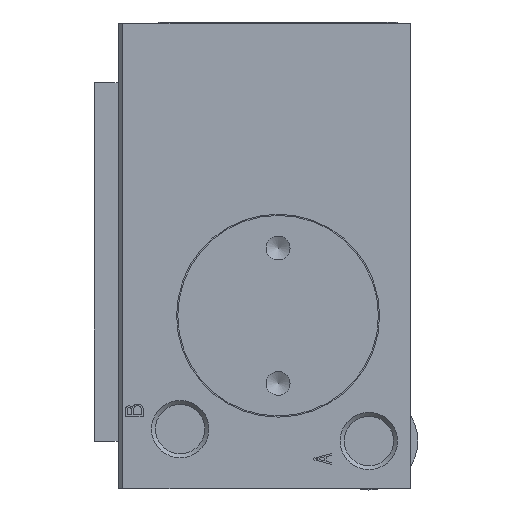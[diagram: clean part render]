
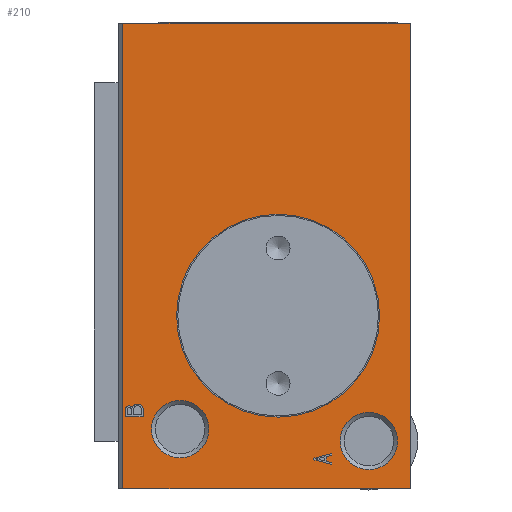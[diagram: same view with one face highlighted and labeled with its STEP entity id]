
A CAD part, left-side view. The second image highlights one B-rep face of the part: STEP entity #210.
In plain terms, the highlighted face is planar.
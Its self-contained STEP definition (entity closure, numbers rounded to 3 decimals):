
#210 = ADVANCED_FACE( '', ( #374, #375, #376, #377, #378, #379 ), #380, .F. );
#374 = FACE_BOUND( '', #779, .T. );
#375 = FACE_BOUND( '', #780, .T. );
#376 = FACE_BOUND( '', #781, .T. );
#377 = FACE_OUTER_BOUND( '', #782, .T. );
#378 = FACE_BOUND( '', #783, .T. );
#379 = FACE_BOUND( '', #784, .T. );
#380 = PLANE( '', #785 );
#779 = EDGE_LOOP( '', ( #1213, #1214, #1215, #1216, #1217 ) );
#780 = EDGE_LOOP( '', ( #1218 ) );
#781 = EDGE_LOOP( '', ( #1219 ) );
#782 = EDGE_LOOP( '', ( #1220, #1221, #1222, #1223 ) );
#783 = EDGE_LOOP( '', ( #1224 ) );
#784 = EDGE_LOOP( '', ( #1225, #1226, #1227, #1228, #1229, #1230, #1231, #1232 ) );
#785 = AXIS2_PLACEMENT_3D( '', #1233, #1234, #1235 );
#1213 = ORIENTED_EDGE( '', *, *, #2290, .F. );
#1214 = ORIENTED_EDGE( '', *, *, #2291, .F. );
#1215 = ORIENTED_EDGE( '', *, *, #2292, .F. );
#1216 = ORIENTED_EDGE( '', *, *, #2293, .F. );
#1217 = ORIENTED_EDGE( '', *, *, #2294, .F. );
#1218 = ORIENTED_EDGE( '', *, *, #2295, .T. );
#1219 = ORIENTED_EDGE( '', *, *, #2296, .F. );
#1220 = ORIENTED_EDGE( '', *, *, #2297, .T. );
#1221 = ORIENTED_EDGE( '', *, *, #2298, .F. );
#1222 = ORIENTED_EDGE( '', *, *, #2299, .F. );
#1223 = ORIENTED_EDGE( '', *, *, #2300, .T. );
#1224 = ORIENTED_EDGE( '', *, *, #2301, .F. );
#1225 = ORIENTED_EDGE( '', *, *, #2302, .T. );
#1226 = ORIENTED_EDGE( '', *, *, #2303, .T. );
#1227 = ORIENTED_EDGE( '', *, *, #2304, .T. );
#1228 = ORIENTED_EDGE( '', *, *, #2305, .T. );
#1229 = ORIENTED_EDGE( '', *, *, #2306, .T. );
#1230 = ORIENTED_EDGE( '', *, *, #2307, .T. );
#1231 = ORIENTED_EDGE( '', *, *, #2308, .T. );
#1232 = ORIENTED_EDGE( '', *, *, #2309, .T. );
#1233 = CARTESIAN_POINT( '', ( 19.5, 3.5, -33. ) );
#1234 = DIRECTION( '', ( 0., 0., 1. ) );
#1235 = DIRECTION( '', ( 1., 0., 0. ) );
#2290 = EDGE_CURVE( '', #2621, #2622, #2623, .T. );
#2291 = EDGE_CURVE( '', #2624, #2621, #2625, .T. );
#2292 = EDGE_CURVE( '', #2626, #2624, #2627, .T. );
#2293 = EDGE_CURVE( '', #2628, #2626, #2629, .T. );
#2294 = EDGE_CURVE( '', #2622, #2628, #2630, .T. );
#2295 = EDGE_CURVE( '', #2631, #2631, #2632, .T. );
#2296 = EDGE_CURVE( '', #2633, #2633, #2634, .F. );
#2297 = EDGE_CURVE( '', #2635, #2636, #2637, .T. );
#2298 = EDGE_CURVE( '', #2638, #2636, #2639, .T. );
#2299 = EDGE_CURVE( '', #2640, #2638, #2641, .T. );
#2300 = EDGE_CURVE( '', #2640, #2635, #2642, .T. );
#2301 = EDGE_CURVE( '', #2643, #2643, #2644, .F. );
#2302 = EDGE_CURVE( '', #2645, #2646, #2647, .T. );
#2303 = EDGE_CURVE( '', #2646, #2648, #2649, .T. );
#2304 = EDGE_CURVE( '', #2648, #2650, #2651, .T. );
#2305 = EDGE_CURVE( '', #2650, #2652, #2653, .T. );
#2306 = EDGE_CURVE( '', #2652, #2654, #2655, .T. );
#2307 = EDGE_CURVE( '', #2654, #2656, #2657, .T. );
#2308 = EDGE_CURVE( '', #2656, #2658, #2659, .T. );
#2309 = EDGE_CURVE( '', #2658, #2645, #2660, .T. );
#2621 = VERTEX_POINT( '', #3210 );
#2622 = VERTEX_POINT( '', #3211 );
#2623 = LINE( '', #3212, #3213 );
#2624 = VERTEX_POINT( '', #3214 );
#2625 = LINE( '', #3215, #3216 );
#2626 = VERTEX_POINT( '', #3217 );
#2627 = CIRCLE( '', #3218, 0.326 );
#2628 = VERTEX_POINT( '', #3219 );
#2629 = CIRCLE( '', #3220, 0.465 );
#2630 = LINE( '', #3221, #3222 );
#2631 = VERTEX_POINT( '', #3223 );
#2632 = CIRCLE( '', #3224, 8.5 );
#2633 = VERTEX_POINT( '', #3225 );
#2634 = CIRCLE( '', #3226, 2.4 );
#2635 = VERTEX_POINT( '', #3227 );
#2636 = VERTEX_POINT( '', #3228 );
#2637 = LINE( '', #3229, #3230 );
#2638 = VERTEX_POINT( '', #3231 );
#2639 = LINE( '', #3232, #3233 );
#2640 = VERTEX_POINT( '', #3234 );
#2641 = LINE( '', #3235, #3236 );
#2642 = LINE( '', #3237, #3238 );
#2643 = VERTEX_POINT( '', #3239 );
#2644 = CIRCLE( '', #3240, 2.4 );
#2645 = VERTEX_POINT( '', #3241 );
#2646 = VERTEX_POINT( '', #3242 );
#2647 = LINE( '', #3243, #3244 );
#2648 = VERTEX_POINT( '', #3245 );
#2649 = LINE( '', #3246, #3247 );
#2650 = VERTEX_POINT( '', #3248 );
#2651 = LINE( '', #3249, #3250 );
#2652 = VERTEX_POINT( '', #3251 );
#2653 = LINE( '', #3252, #3253 );
#2654 = VERTEX_POINT( '', #3254 );
#2655 = LINE( '', #3255, #3256 );
#2656 = VERTEX_POINT( '', #3257 );
#2657 = LINE( '', #3258, #3259 );
#2658 = VERTEX_POINT( '', #3260 );
#2659 = LINE( '', #3261, #3262 );
#2660 = LINE( '', #3263, #3264 );
#3210 = CARTESIAN_POINT( '', ( 13.45, 27.4, -33. ) );
#3211 = CARTESIAN_POINT( '', ( 13.45, 25.9, -33. ) );
#3212 = CARTESIAN_POINT( '', ( 13.45, 27.4, -33. ) );
#3213 = VECTOR( '', #3941, 1000. );
#3214 = CARTESIAN_POINT( '', ( 12.85, 27.4, -33. ) );
#3215 = CARTESIAN_POINT( '', ( 12.85, 27.4, -33. ) );
#3216 = VECTOR( '', #3942, 1000. );
#3217 = CARTESIAN_POINT( '', ( 12.7, 26.8, -33. ) );
#3218 = AXIS2_PLACEMENT_3D( '', #3943, #3944, #3945 );
#3219 = CARTESIAN_POINT( '', ( 12.85, 25.9, -33. ) );
#3220 = AXIS2_PLACEMENT_3D( '', #3946, #3947, #3948 );
#3221 = CARTESIAN_POINT( '', ( 13.45, 25.9, -33. ) );
#3222 = VECTOR( '', #3949, 1000. );
#3223 = CARTESIAN_POINT( '', ( 13.5, 14.6, -33. ) );
#3224 = AXIS2_PLACEMENT_3D( '', #3950, #3951, #3952 );
#3225 = CARTESIAN_POINT( '', ( 16.9, 22.8, -33. ) );
#3226 = AXIS2_PLACEMENT_3D( '', #3953, #3954, #3955 );
#3227 = CARTESIAN_POINT( '', ( -19.5, 3.5, -33. ) );
#3228 = CARTESIAN_POINT( '', ( -19.5, 27.6, -33. ) );
#3229 = CARTESIAN_POINT( '', ( -19.5, 3.5, -33. ) );
#3230 = VECTOR( '', #3956, 1000. );
#3231 = CARTESIAN_POINT( '', ( 19.5, 27.6, -33. ) );
#3232 = CARTESIAN_POINT( '', ( 19.5, 27.6, -33. ) );
#3233 = VECTOR( '', #3957, 1000. );
#3234 = CARTESIAN_POINT( '', ( 19.5, 3.5, -33. ) );
#3235 = CARTESIAN_POINT( '', ( 19.5, 3.5, -33. ) );
#3236 = VECTOR( '', #3958, 1000. );
#3237 = CARTESIAN_POINT( '', ( 19.5, 3.5, -33. ) );
#3238 = VECTOR( '', #3959, 1000. );
#3239 = CARTESIAN_POINT( '', ( 17.9, 7., -33. ) );
#3240 = AXIS2_PLACEMENT_3D( '', #3960, #3961, #3962 );
#3241 = CARTESIAN_POINT( '', ( 16.925, 11.6, -33. ) );
#3242 = CARTESIAN_POINT( '', ( 16.55, 10.1, -33. ) );
#3243 = CARTESIAN_POINT( '', ( 16.925, 11.6, -33. ) );
#3244 = VECTOR( '', #3963, 1000. );
#3245 = CARTESIAN_POINT( '', ( 16.7, 10.1, -33. ) );
#3246 = CARTESIAN_POINT( '', ( 16.55, 10.1, -33. ) );
#3247 = VECTOR( '', #3964, 1000. );
#3248 = CARTESIAN_POINT( '', ( 16.8, 10.55, -33. ) );
#3249 = CARTESIAN_POINT( '', ( 16.7, 10.1, -33. ) );
#3250 = VECTOR( '', #3965, 1000. );
#3251 = CARTESIAN_POINT( '', ( 17.2, 10.55, -33. ) );
#3252 = CARTESIAN_POINT( '', ( 16.8, 10.55, -33. ) );
#3253 = VECTOR( '', #3966, 1000. );
#3254 = CARTESIAN_POINT( '', ( 17.3, 10.1, -33. ) );
#3255 = CARTESIAN_POINT( '', ( 17.2, 10.55, -33. ) );
#3256 = VECTOR( '', #3967, 1000. );
#3257 = CARTESIAN_POINT( '', ( 17.45, 10.1, -33. ) );
#3258 = CARTESIAN_POINT( '', ( 17.3, 10.1, -33. ) );
#3259 = VECTOR( '', #3968, 1000. );
#3260 = CARTESIAN_POINT( '', ( 17.075, 11.6, -33. ) );
#3261 = CARTESIAN_POINT( '', ( 17.45, 10.1, -33. ) );
#3262 = VECTOR( '', #3969, 1000. );
#3263 = CARTESIAN_POINT( '', ( 17.075, 11.6, -33. ) );
#3264 = VECTOR( '', #3970, 1000. );
#3941 = DIRECTION( '', ( 0., -1., 0. ) );
#3942 = DIRECTION( '', ( 1., 0., 0. ) );
#3943 = CARTESIAN_POINT( '', ( 12.875, 27.075, -33. ) );
#3944 = DIRECTION( '', ( 0., 0., -1. ) );
#3945 = DIRECTION( '', ( -1., 0., 0. ) );
#3946 = CARTESIAN_POINT( '', ( 12.865, 26.365, -33. ) );
#3947 = DIRECTION( '', ( 0., 0., -1. ) );
#3948 = DIRECTION( '', ( -1., 0., 0. ) );
#3949 = DIRECTION( '', ( -1., 0., 0. ) );
#3950 = CARTESIAN_POINT( '', ( 5., 14.6, -33. ) );
#3951 = DIRECTION( '', ( 0., 0., 1. ) );
#3952 = DIRECTION( '', ( 1., 0., 0. ) );
#3953 = CARTESIAN_POINT( '', ( 14.5, 22.8, -33. ) );
#3954 = DIRECTION( '', ( 0., 0., 1. ) );
#3955 = DIRECTION( '', ( 1., 0., 0. ) );
#3956 = DIRECTION( '', ( 0., 1., 0. ) );
#3957 = DIRECTION( '', ( -1., 0., 0. ) );
#3958 = DIRECTION( '', ( 0., 1., 0. ) );
#3959 = DIRECTION( '', ( -1., 0., 0. ) );
#3960 = CARTESIAN_POINT( '', ( 15.5, 7., -33. ) );
#3961 = DIRECTION( '', ( 0., 0., 1. ) );
#3962 = DIRECTION( '', ( 1., 0., 0. ) );
#3963 = DIRECTION( '', ( -0.243, -0.97, 0. ) );
#3964 = DIRECTION( '', ( 1., 0., 0. ) );
#3965 = DIRECTION( '', ( 0.217, 0.976, 0. ) );
#3966 = DIRECTION( '', ( 1., 0., 0. ) );
#3967 = DIRECTION( '', ( 0.217, -0.976, 0. ) );
#3968 = DIRECTION( '', ( 1., 0., 0. ) );
#3969 = DIRECTION( '', ( -0.243, 0.97, 0. ) );
#3970 = DIRECTION( '', ( -1., 0., 0. ) );
